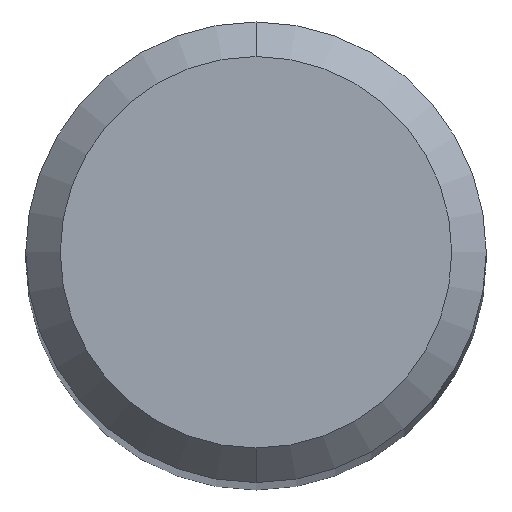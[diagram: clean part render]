
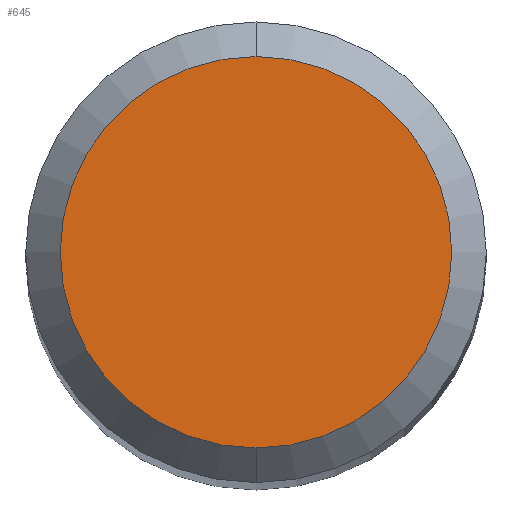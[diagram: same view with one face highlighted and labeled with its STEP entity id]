
A CAD part, top view. The second image highlights one B-rep face of the part: STEP entity #645.
In plain terms, the highlighted planar face has unit normal (0, 0, 1).
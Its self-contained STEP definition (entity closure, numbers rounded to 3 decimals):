
#465=EDGE_CURVE('',#991,#961,#1184,.T.);
#645=ADVANCED_FACE('',(#1381),#1382,.T.);
#961=VERTEX_POINT('',#1724);
#991=VERTEX_POINT('',#1758);
#1037=EDGE_CURVE('',#961,#991,#1807,.T.);
#1184=CIRCLE('',#2221,1.7);
#1381=FACE_OUTER_BOUND('',#2876,.T.);
#1382=PLANE('',#2877);
#1724=CARTESIAN_POINT('',(0.0,1.7,0.0));
#1758=CARTESIAN_POINT('',(0.,-1.7,0.0));
#1807=CIRCLE('',#4317,1.7);
#2221=AXIS2_PLACEMENT_3D('',#4658,#4659,#4660);
#2876=EDGE_LOOP('',(#4882,#4883));
#2877=AXIS2_PLACEMENT_3D('',#4884,#4885,#4886);
#4317=AXIS2_PLACEMENT_3D('',#5327,#5328,#5329);
#4658=CARTESIAN_POINT('',(0.0,0.0,0.0));
#4659=DIRECTION('',(0.0,0.0,-1.0));
#4660=DIRECTION('',(0.0,1.0,0.0));
#4882=ORIENTED_EDGE('',*,*,#1037,.F.);
#4883=ORIENTED_EDGE('',*,*,#465,.F.);
#4884=CARTESIAN_POINT('',(0.0,0.85,0.0));
#4885=DIRECTION('',(-0.0,0.0,1.0));
#4886=DIRECTION('',(0.0,-1.0,0.0));
#5327=CARTESIAN_POINT('',(0.0,0.0,0.0));
#5328=DIRECTION('',(0.0,0.0,-1.0));
#5329=DIRECTION('',(0.0,1.0,0.0));
